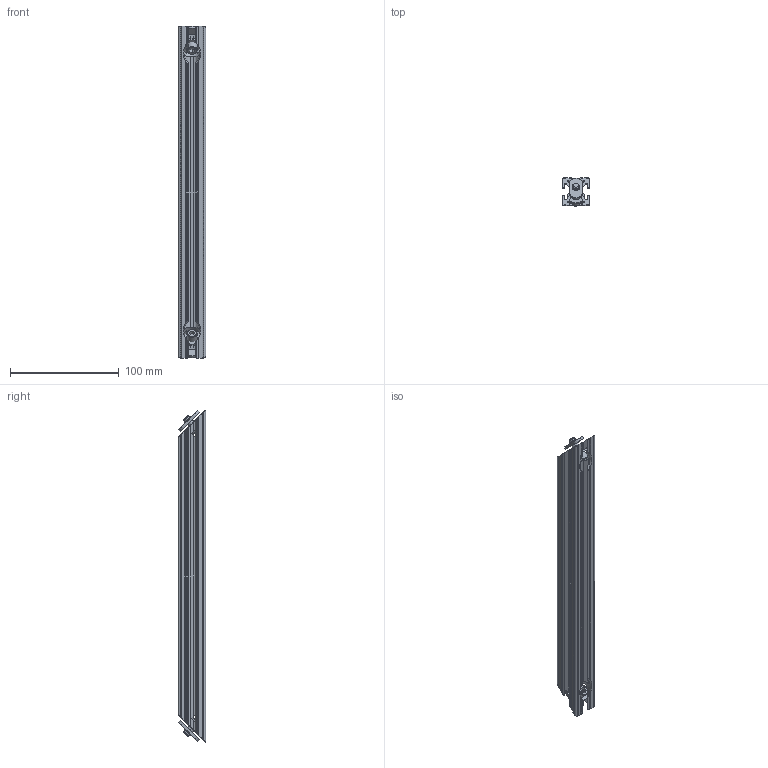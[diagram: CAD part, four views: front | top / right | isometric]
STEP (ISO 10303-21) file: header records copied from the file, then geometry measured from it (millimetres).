
FILE_DESCRIPTION (( 'STEP AP214' ), '1' );
FILE_NAME ('8020-2570.STEP', '2020-08-08T01:17:21', ( '' ), ( '' ), 'SwSTEP 2.0', 'SolidWorks 2020', '' );
FILE_SCHEMA (( 'AUTOMOTIVE_DESIGN' ));
Length unit declared in the file: inch
Products named in the file (5): 3382; 1010-12in; socket head cap screw_ai_HX-SHCS 0.25-20x0.625x0.625-N; 3258; 8020-2570
Assembly tree (7 placements, depth 2):
  8020-2570
    1010-12in
    3258  x2
    3382  x2
    socket head cap screw_ai_HX-SHCS 0.25-20x0.625x0.625-N  x2
Bounding box: 25.4 x 25.62 x 304.8 mm (x, y, z)
Volume: 79993 mm3; surface area: 66077.8 mm2
Topology: 7 solids, 7 shells, 326 faces, 936 edges, 614 vertices
Faces by surface type: plane 132, cylinder 130, bspline 48, cone 12, torus 4
Entity records: 10419 total; most frequent: CARTESIAN_POINT 4171, ORIENTED_EDGE 1494, DIRECTION 1005, EDGE_CURVE 747, VERTEX_POINT 495, LINE 371, VECTOR 371, AXIS2_PLACEMENT_3D 317
